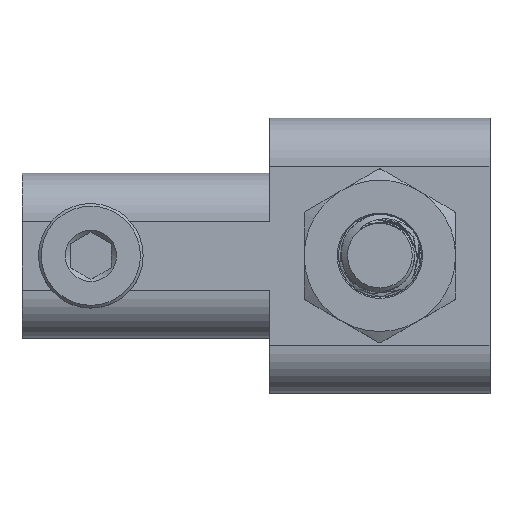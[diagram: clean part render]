
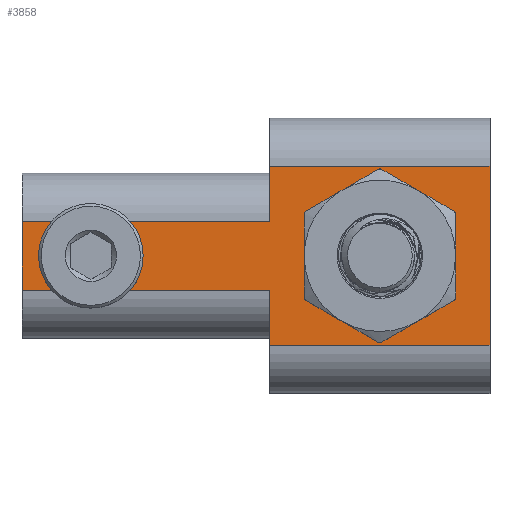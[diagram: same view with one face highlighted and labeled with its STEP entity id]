
A CAD part, top view. The second image highlights one B-rep face of the part: STEP entity #3858.
In plain terms, the highlighted planar face has unit normal (0, 0, 1).
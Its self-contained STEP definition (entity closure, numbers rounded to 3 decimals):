
#217=FACE_BOUND('',#760,.T.);
#218=FACE_BOUND('',#761,.T.);
#270=PLANE('',#4211);
#521=FACE_OUTER_BOUND('',#759,.T.);
#759=EDGE_LOOP('',(#3454,#3455,#3456,#3457,#3458,#3459,#3460,#3461));
#760=EDGE_LOOP('',(#3462));
#761=EDGE_LOOP('',(#3463));
#866=CIRCLE('',#4212,1.1);
#867=CIRCLE('',#4213,1.6);
#1176=LINE('',#13561,#1383);
#1200=LINE('',#13628,#1407);
#1202=LINE('',#13638,#1409);
#1204=LINE('',#13642,#1411);
#1205=LINE('',#13644,#1412);
#1206=LINE('',#13646,#1413);
#1207=LINE('',#13647,#1414);
#1208=LINE('',#13648,#1415);
#1383=VECTOR('',#4930,10.);
#1407=VECTOR('',#4988,10.);
#1409=VECTOR('',#4998,10.);
#1411=VECTOR('',#5002,10.);
#1412=VECTOR('',#5003,10.);
#1413=VECTOR('',#5004,10.);
#1414=VECTOR('',#5005,10.);
#1415=VECTOR('',#5006,10.);
#1760=VERTEX_POINT('',#13558);
#1761=VERTEX_POINT('',#13560);
#1786=VERTEX_POINT('',#13625);
#1787=VERTEX_POINT('',#13627);
#1791=VERTEX_POINT('',#13636);
#1792=VERTEX_POINT('',#13641);
#1793=VERTEX_POINT('',#13643);
#1794=VERTEX_POINT('',#13645);
#1795=VERTEX_POINT('',#13649);
#1796=VERTEX_POINT('',#13651);
#2314=EDGE_CURVE('',#1761,#1760,#1176,.T.);
#2347=EDGE_CURVE('',#1787,#1786,#1200,.T.);
#2352=EDGE_CURVE('',#1791,#1786,#1202,.T.);
#2354=EDGE_CURVE('',#1791,#1792,#1204,.T.);
#2355=EDGE_CURVE('',#1793,#1792,#1205,.T.);
#2356=EDGE_CURVE('',#1793,#1794,#1206,.T.);
#2357=EDGE_CURVE('',#1761,#1794,#1207,.T.);
#2358=EDGE_CURVE('',#1787,#1760,#1208,.T.);
#2359=EDGE_CURVE('',#1795,#1795,#866,.T.);
#2360=EDGE_CURVE('',#1796,#1796,#867,.T.);
#3454=ORIENTED_EDGE('',*,*,#2352,.F.);
#3455=ORIENTED_EDGE('',*,*,#2354,.T.);
#3456=ORIENTED_EDGE('',*,*,#2355,.F.);
#3457=ORIENTED_EDGE('',*,*,#2356,.T.);
#3458=ORIENTED_EDGE('',*,*,#2357,.F.);
#3459=ORIENTED_EDGE('',*,*,#2314,.T.);
#3460=ORIENTED_EDGE('',*,*,#2358,.F.);
#3461=ORIENTED_EDGE('',*,*,#2347,.T.);
#3462=ORIENTED_EDGE('',*,*,#2359,.T.);
#3463=ORIENTED_EDGE('',*,*,#2360,.T.);
#3858=ADVANCED_FACE('',(#521,#217,#218),#270,.T.);
#4211=AXIS2_PLACEMENT_3D('',#13640,#5000,#5001);
#4212=AXIS2_PLACEMENT_3D('',#13650,#5007,#5008);
#4213=AXIS2_PLACEMENT_3D('',#13652,#5009,#5010);
#4930=DIRECTION('',(0.,-1.,0.));
#4988=DIRECTION('',(0.,-1.,0.));
#4998=DIRECTION('',(-1.,0.,0.));
#5000=DIRECTION('center_axis',(0.,0.,1.));
#5001=DIRECTION('ref_axis',(1.,0.,0.));
#5002=DIRECTION('',(0.,1.,0.));
#5003=DIRECTION('',(1.,0.,0.));
#5004=DIRECTION('',(0.,-1.,0.));
#5005=DIRECTION('',(1.,0.,0.));
#5006=DIRECTION('',(-1.,0.,0.));
#5007=DIRECTION('center_axis',(0.,0.,-1.));
#5008=DIRECTION('ref_axis',(-1.,0.,0.));
#5009=DIRECTION('center_axis',(0.,0.,-1.));
#5010=DIRECTION('ref_axis',(1.,0.,0.));
#13558=CARTESIAN_POINT('',(0.,-2.25,5.5));
#13560=CARTESIAN_POINT('',(0.,0.25,5.5));
#13561=CARTESIAN_POINT('',(0.,1.,5.5));
#13625=CARTESIAN_POINT('',(9.,-4.25,5.5));
#13627=CARTESIAN_POINT('',(9.,-2.25,5.5));
#13628=CARTESIAN_POINT('',(9.,2.,5.5));
#13636=CARTESIAN_POINT('',(17.,-4.25,5.5));
#13638=CARTESIAN_POINT('',(15.,-4.25,5.5));
#13640=CARTESIAN_POINT('Origin',(13.,-1.,5.5));
#13641=CARTESIAN_POINT('',(17.,2.25,5.5));
#13642=CARTESIAN_POINT('',(17.,-6.,5.5));
#13643=CARTESIAN_POINT('',(9.,2.25,5.5));
#13644=CARTESIAN_POINT('',(11.,2.25,5.5));
#13645=CARTESIAN_POINT('',(9.,0.25,5.5));
#13646=CARTESIAN_POINT('',(9.,2.,5.5));
#13647=CARTESIAN_POINT('',(9.5,0.25,5.5));
#13648=CARTESIAN_POINT('',(6.5,-2.25,5.5));
#13649=CARTESIAN_POINT('',(3.6,-1.,5.5));
#13650=CARTESIAN_POINT('Origin',(2.5,-1.,5.5));
#13651=CARTESIAN_POINT('',(11.4,-1.,5.5));
#13652=CARTESIAN_POINT('Origin',(13.,-1.,5.5));
